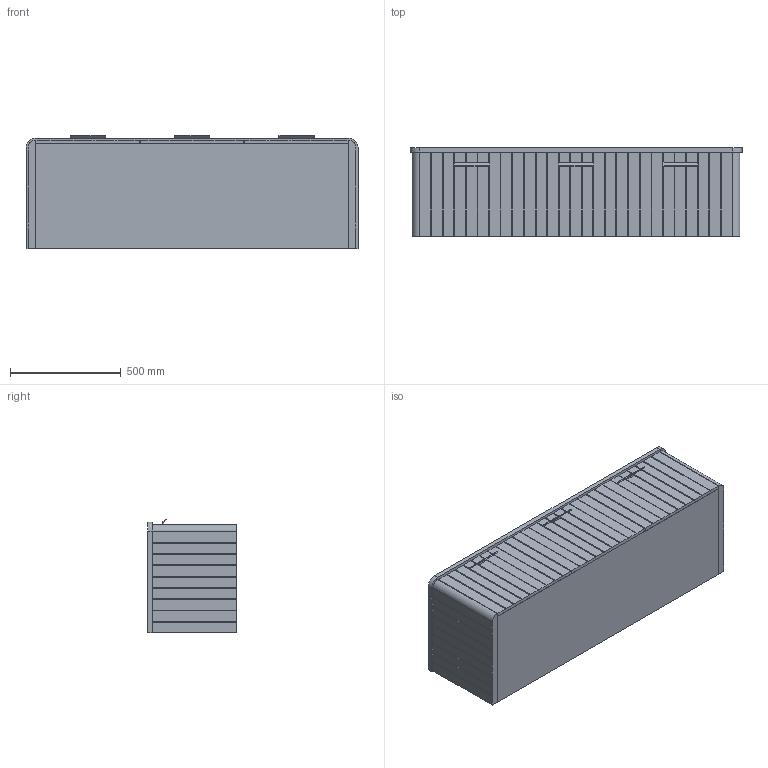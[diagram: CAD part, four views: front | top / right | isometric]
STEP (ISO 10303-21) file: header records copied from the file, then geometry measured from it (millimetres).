
FILE_DESCRIPTION (( 'STEP AP214' ), '1' );
FILE_NAME ('Kado Neue 1500 All Door.STEP', '2019-07-10T05:31:45', ( '' ), ( '' ), 'SwSTEP 2.0', 'SolidWorks 2015', '' );
FILE_SCHEMA (( 'AUTOMOTIVE_DESIGN' ));
Length unit declared in the file: millimetre
Products named in the file (3): Kado Neue 1500 All Door; Hammer
Assembly tree (4 placements, depth 2):
  Kado Neue 1500 All Door
    Hammer  x3
    Kado Neue 1500 All Door
Bounding box: 1500 x 400 x 513.97 mm (x, y, z)
Volume: 67595858 mm3; surface area: 7724411.4 mm2
Topology: 10 solids, 10 shells, 304 faces, 789 edges, 494 vertices
Faces by surface type: plane 205, cylinder 69, sphere 30
Entity records: 6927 total; most frequent: CARTESIAN_POINT 1216, ORIENTED_EDGE 1174, DIRECTION 1099, EDGE_CURVE 587, VECTOR 521, LINE 521, VERTEX_POINT 382, AXIS2_PLACEMENT_3D 289
